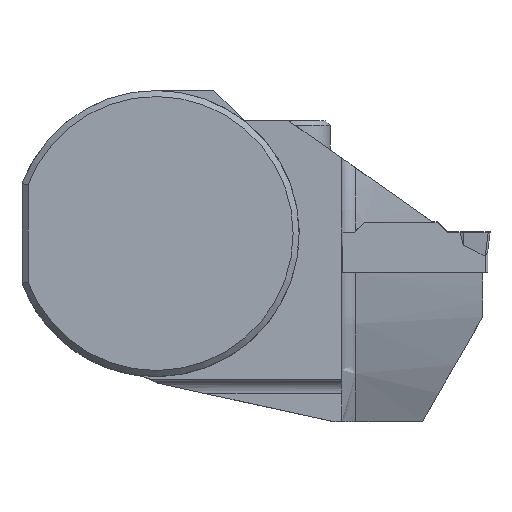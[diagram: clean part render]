
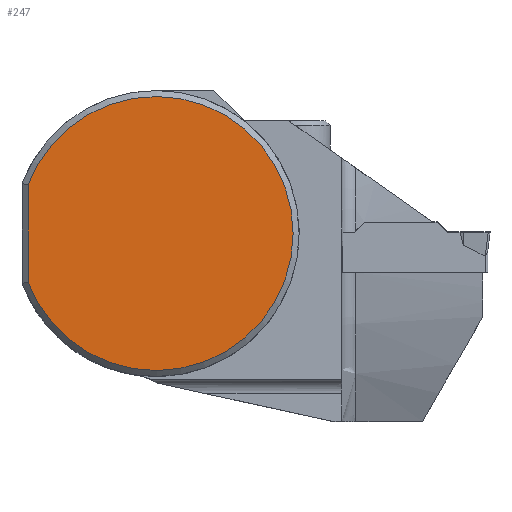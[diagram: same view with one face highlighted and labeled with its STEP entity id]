
A CAD part, top view. The second image highlights one B-rep face of the part: STEP entity #247.
In plain terms, the highlighted planar face has unit normal (0, 0, 1).
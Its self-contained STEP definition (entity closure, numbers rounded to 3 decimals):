
#185=CIRCLE('',#1814,15.325);
#247=ADVANCED_FACE('',(#379),#316,.F.);
#316=PLANE('',#1817);
#379=FACE_OUTER_BOUND('',#465,.T.);
#465=EDGE_LOOP('',(#829,#830));
#829=ORIENTED_EDGE('',*,*,#1287,.F.);
#830=ORIENTED_EDGE('',*,*,#1295,.T.);
#1086=VERTEX_POINT('',#2923);
#1087=VERTEX_POINT('',#2928);
#1287=EDGE_CURVE('',#1087,#1086,#1440,.T.);
#1295=EDGE_CURVE('',#1087,#1086,#185,.T.);
#1440=LINE('',#2929,#1573);
#1573=VECTOR('',#2161,1.);
#1814=AXIS2_PLACEMENT_3D('',#2946,#2182,#2183);
#1817=AXIS2_PLACEMENT_3D('',#2949,#2188,#2189);
#2161=DIRECTION('',(0.,1.,0.));
#2182=DIRECTION('',(0.,0.,1.));
#2183=DIRECTION('',(1.,0.,0.));
#2188=DIRECTION('',(0.,0.,-1.));
#2189=DIRECTION('',(1.,0.,0.));
#2923=CARTESIAN_POINT('',(-14.325,5.445,0.));
#2928=CARTESIAN_POINT('',(-14.325,-5.445,0.));
#2929=CARTESIAN_POINT('',(-14.325,16.,0.));
#2946=CARTESIAN_POINT('',(0.,0.,0.));
#2949=CARTESIAN_POINT('',(0.,0.,0.));
